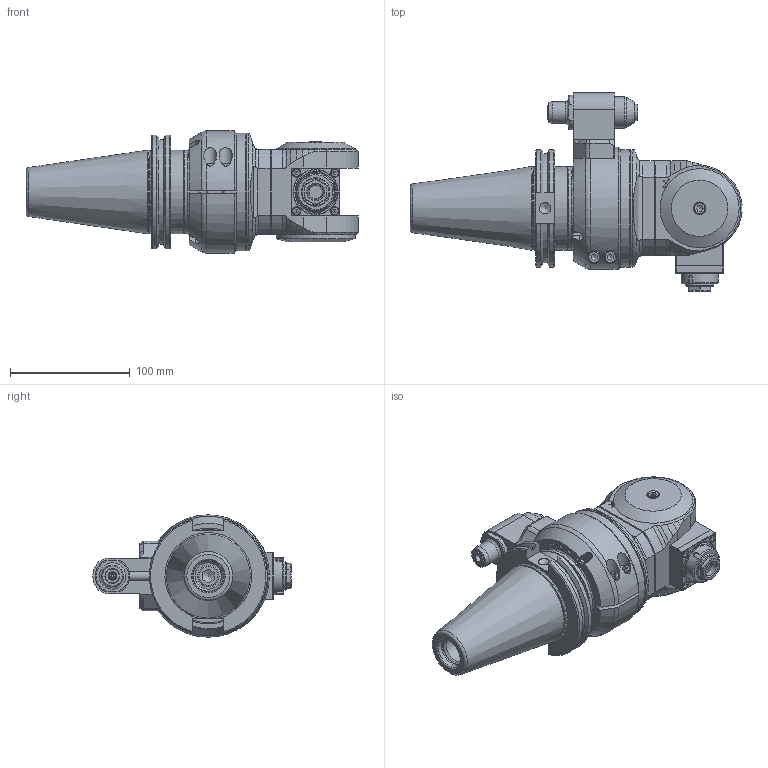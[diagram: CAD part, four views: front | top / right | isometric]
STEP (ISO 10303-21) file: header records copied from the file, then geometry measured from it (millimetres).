
FILE_DESCRIPTION(/* description */ (''),/* implementation_level */ '2;1');
FILE_NAME(/* name */ '9.FMU.10000-4C50.stp',/* time_stamp */ '2024-05-16T14:49:37-04:00',/* author */ ('jkrenzer'),/* organization */ (''),/* preprocessor_version */ 'ST-DEVELOPER v18.1',/* originating_system */ 'Autodesk Inventor 2022',/* authorisation */ '');
FILE_SCHEMA (('AUTOMOTIVE_DESIGN { 1 0 10303 214 3 1 1 }'));
Products named in the file (3): 9.FMU.10000-4C50; 9_FMU_10000; 9_GA1_458_2  (Type 1, Cat50, 80mm)
Assembly tree (2 placements, depth 2):
  9.FMU.10000-4C50
    9_FMU_10000
    9_GA1_458_2  (Type 1, Cat50, 80mm)
Bounding box: 276.96 x 165.25 x 101.99 mm (x, y, z)
Volume: 1303802.2 mm3; surface area: 191711.5 mm2
Topology: 6 solids, 6 shells, 661 faces, 1677 edges, 1100 vertices
Faces by surface type: plane 337, cylinder 145, cone 129, torus 42, bspline 6, sphere 2
Full cylindrical faces by diameter (mm): 2.5 x3, 2.6 x2, 3 x2, 4 x2, 5 x2, 6 x6, 6.5 x1, 7 x5, 8 x3, 8.5 x2, 9.525 x1, 10 x8, 10.4 x2, 10.5 x3, 11 x2, 12 x2, 12.5 x1, 13 x1, 14 x1, 16.5 x1, 17.943 x1, 18 x2, 21.963 x1, 23 x1, 24 x1, 24.5 x1, 26 x1, 26.187 x1, 26.8 x1, 27 x1
Entity records: 61402 total; most frequent: CARTESIAN_POINT 45778, ORIENTED_EDGE 3308, DIRECTION 3165, EDGE_CURVE 1654, AXIS2_PLACEMENT_3D 1184, VERTEX_POINT 1100, LINE 797, VECTOR 797
